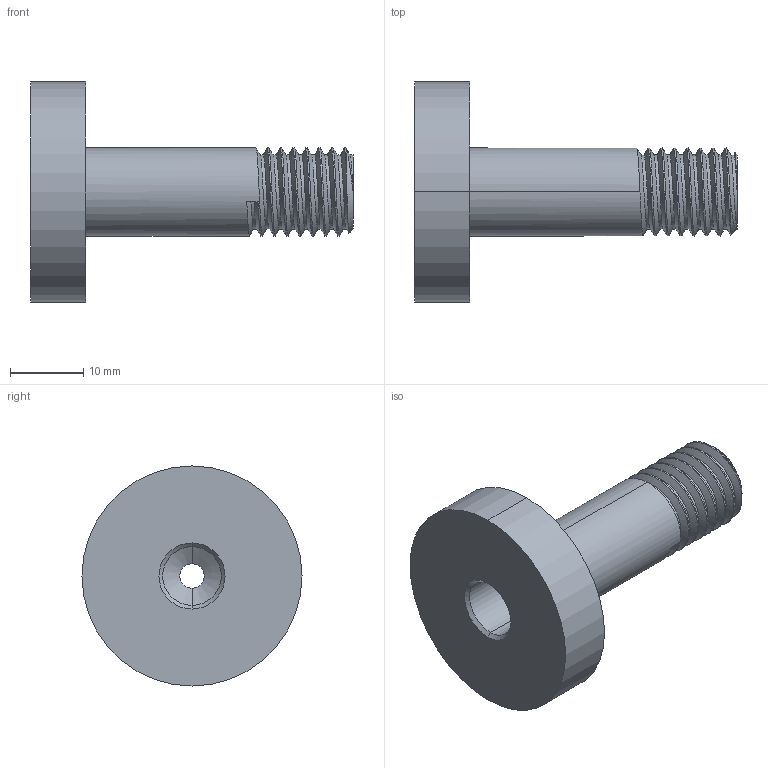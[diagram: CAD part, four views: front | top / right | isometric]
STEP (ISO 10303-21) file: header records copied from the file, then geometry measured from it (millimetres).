
FILE_DESCRIPTION (( 'STEP AP203' ), '1' );
FILE_NAME ('Propeller shaft for front mount.STEP', '2018-09-09T09:48:55', ( '' ), ( '' ), 'SwSTEP 2.0', 'SolidWorks 2018', '' );
FILE_SCHEMA (( 'CONFIG_CONTROL_DESIGN' ));
Length unit declared in the file: millimetre
Products named in the file (1): Propeller shaft for front mount
Bounding box: 44 x 30 x 30 mm (x, y, z)
Volume: 7926 mm3; surface area: 4427.3 mm2
Topology: 1 solids, 1 shells, 37 faces, 105 edges, 71 vertices
Faces by surface type: cylinder 22, cone 8, plane 4, bspline 3
Entity records: 5261 total; most frequent: CARTESIAN_POINT 4330, ORIENTED_EDGE 210, DIRECTION 142, EDGE_CURVE 105, VERTEX_POINT 71, AXIS2_PLACEMENT_3D 56, EDGE_LOOP 40, FACE_OUTER_BOUND 37
